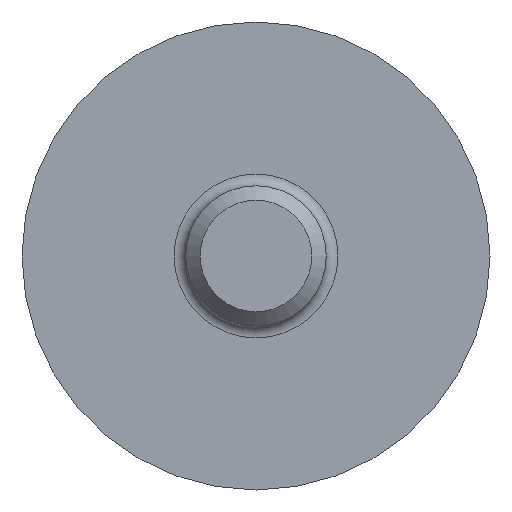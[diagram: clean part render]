
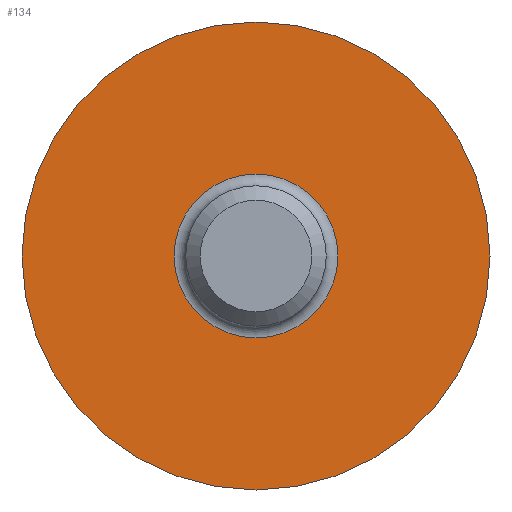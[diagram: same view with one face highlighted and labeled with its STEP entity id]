
A CAD part, front view. The second image highlights one B-rep face of the part: STEP entity #134.
In plain terms, the highlighted planar face has unit normal (0, -1, 0).
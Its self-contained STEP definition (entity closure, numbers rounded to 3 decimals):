
#27=ORIENTED_EDGE('',*,*,#38,.F.);
#28=ORIENTED_EDGE('',*,*,#37,.T.);
#37=EDGE_CURVE('',#43,#43,#49,.T.);
#38=EDGE_CURVE('',#44,#44,#50,.T.);
#43=VERTEX_POINT('',#191);
#44=VERTEX_POINT('',#194);
#49=CIRCLE('',#147,10.);
#50=CIRCLE('',#149,3.5);
#57=EDGE_LOOP('',(#27));
#58=EDGE_LOOP('',(#28));
#69=FACE_BOUND('',#57,.T.);
#70=FACE_BOUND('',#58,.T.);
#79=PLANE('',#148);
#134=ADVANCED_FACE('',(#69,#70),#79,.F.);
#147=AXIS2_PLACEMENT_3D('',#190,#165,#166);
#148=AXIS2_PLACEMENT_3D('',#192,#167,#168);
#149=AXIS2_PLACEMENT_3D('',#193,#169,#170);
#165=DIRECTION('',(0.,-1.,0.));
#166=DIRECTION('',(0.,0.,-1.));
#167=DIRECTION('',(0.,1.,0.));
#168=DIRECTION('',(0.,0.,1.));
#169=DIRECTION('',(0.,-1.,0.));
#170=DIRECTION('',(0.,0.,-1.));
#190=CARTESIAN_POINT('',(0.,10.,0.));
#191=CARTESIAN_POINT('',(0.,10.,-10.));
#192=CARTESIAN_POINT('',(10.,10.,0.));
#193=CARTESIAN_POINT('',(0.,10.,0.));
#194=CARTESIAN_POINT('',(0.,10.,-3.5));
